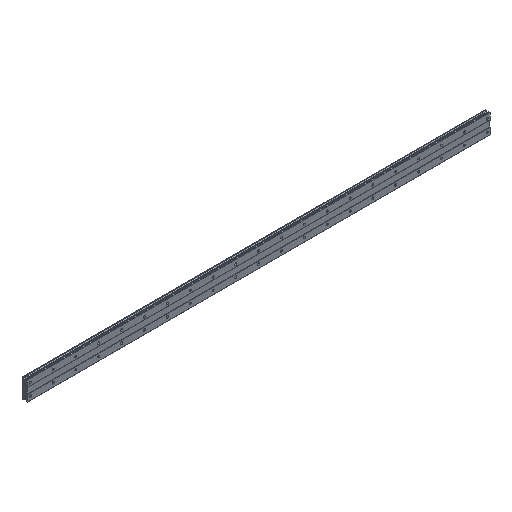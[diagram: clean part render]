
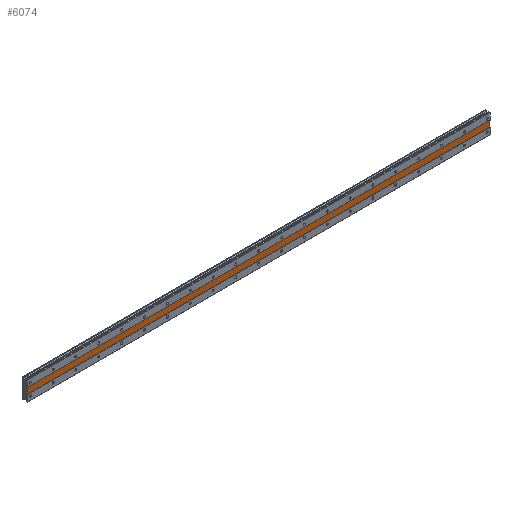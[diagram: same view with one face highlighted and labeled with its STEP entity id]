
A CAD part, isometric view. The second image highlights one B-rep face of the part: STEP entity #6074.
In plain terms, the highlighted planar face has unit normal (0, -1, 0).
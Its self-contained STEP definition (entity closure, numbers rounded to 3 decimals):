
#272 = DIRECTION ( 'NONE',  ( 0., 0., 1. ) ) ;
#357 = CARTESIAN_POINT ( 'NONE',  ( 1610., 1., 34.482 ) ) ;
#398 = CARTESIAN_POINT ( 'NONE',  ( 1610., 1., 10. ) ) ;
#433 = VECTOR ( 'NONE', #1608, 1000. ) ;
#512 = EDGE_CURVE ( 'NONE', #5698, #2780, #6148, .T. ) ;
#637 = DIRECTION ( 'NONE',  ( 1., 0., 0. ) ) ;
#1058 = FACE_OUTER_BOUND ( 'NONE', #2413, .T. ) ;
#1608 = DIRECTION ( 'NONE',  ( 1., 0., 0. ) ) ;
#1634 = LINE ( 'NONE', #357, #2754 ) ;
#1716 = VECTOR ( 'NONE', #3290, 1000. ) ;
#2165 = CARTESIAN_POINT ( 'NONE',  ( 1610., 1., 10. ) ) ;
#2200 = ORIENTED_EDGE ( 'NONE', *, *, #6791, .F. ) ;
#2413 = EDGE_LOOP ( 'NONE', ( #6400, #2200, #4672, #7017 ) ) ;
#2577 = EDGE_CURVE ( 'NONE', #3200, #3769, #5058, .T. ) ;
#2720 = CARTESIAN_POINT ( 'NONE',  ( -10., 1., 34.482 ) ) ;
#2754 = VECTOR ( 'NONE', #4531, 1000. ) ;
#2780 = VERTEX_POINT ( 'NONE', #3829 ) ;
#2861 = EDGE_CURVE ( 'NONE', #5698, #3200, #5201, .T. ) ;
#3200 = VERTEX_POINT ( 'NONE', #5485 ) ;
#3290 = DIRECTION ( 'NONE',  ( 0., 0., -1. ) ) ;
#3590 = CARTESIAN_POINT ( 'NONE',  ( 1610., 1., -10. ) ) ;
#3769 = VERTEX_POINT ( 'NONE', #3590 ) ;
#3829 = CARTESIAN_POINT ( 'NONE',  ( 1610., 1., 10. ) ) ;
#4231 = CARTESIAN_POINT ( 'NONE',  ( -10., 1., 10. ) ) ;
#4531 = DIRECTION ( 'NONE',  ( 0., 0., -1. ) ) ;
#4672 = ORIENTED_EDGE ( 'NONE', *, *, #512, .F. ) ;
#4716 = AXIS2_PLACEMENT_3D ( 'NONE', #2165, #5014, #272 ) ;
#5014 = DIRECTION ( 'NONE',  ( 0., 1., 0. ) ) ;
#5058 = LINE ( 'NONE', #5856, #6231 ) ;
#5201 = LINE ( 'NONE', #2720, #1716 ) ;
#5485 = CARTESIAN_POINT ( 'NONE',  ( -10., 1., -10. ) ) ;
#5533 = PLANE ( 'NONE',  #4716 ) ;
#5698 = VERTEX_POINT ( 'NONE', #4231 ) ;
#5856 = CARTESIAN_POINT ( 'NONE',  ( 1610., 1., -10. ) ) ;
#6074 = ADVANCED_FACE ( 'NONE', ( #1058 ), #5533, .F. ) ;
#6148 = LINE ( 'NONE', #398, #433 ) ;
#6231 = VECTOR ( 'NONE', #637, 1000. ) ;
#6400 = ORIENTED_EDGE ( 'NONE', *, *, #2577, .T. ) ;
#6791 = EDGE_CURVE ( 'NONE', #2780, #3769, #1634, .T. ) ;
#7017 = ORIENTED_EDGE ( 'NONE', *, *, #2861, .T. ) ;
